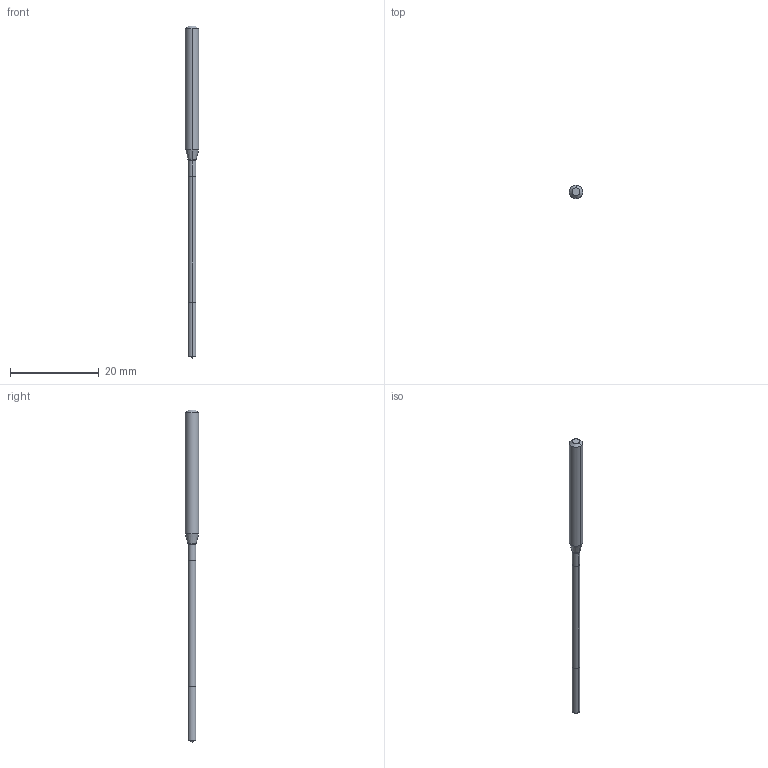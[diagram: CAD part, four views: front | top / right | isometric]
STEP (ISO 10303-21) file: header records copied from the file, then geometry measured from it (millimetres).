
FILE_DESCRIPTION(('STEP AP214'),'1');
FILE_NAME('eeeE43.stp','2024-04-22T07:27:09',(' '),(' '),'Spatial InterOp 3D',' ',' ');
FILE_SCHEMA(('AUTOMOTIVE_DESIGN { 1 0 10303 214 1 1 1 1 }'));
Length unit declared in the file: millimetre
Products named in the file (1): 1
Bounding box: 3 x 3 x 75 mm (x, y, z)
Volume: 315.6 mm3; surface area: 538.3 mm2
Topology: 2 solids, 2 shells, 20 faces, 57 edges, 41 vertices
Faces by surface type: cylinder 8, cone 6, plane 4, torus 2
Entity records: 834 total; most frequent: DIRECTION 130, CARTESIAN_POINT 106, ORIENTED_EDGE 80, AXIS2_PLACEMENT_3D 53, EDGE_CURVE 40, LINE 28, VECTOR 28, CIRCLE 27
